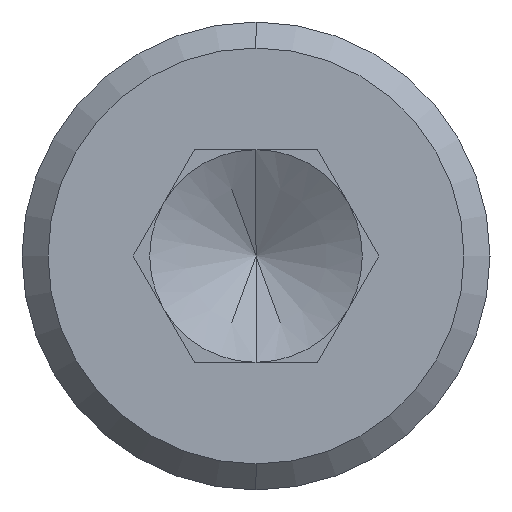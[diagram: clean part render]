
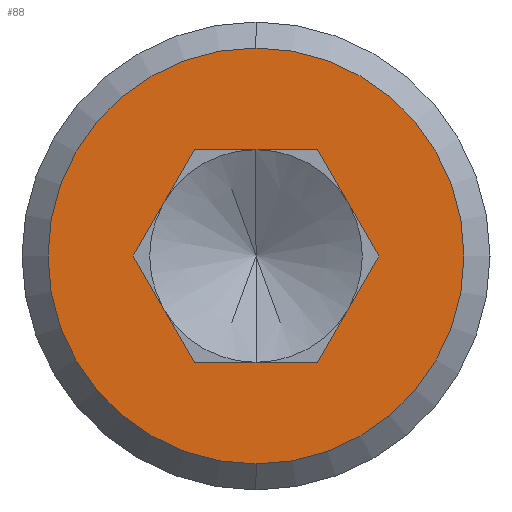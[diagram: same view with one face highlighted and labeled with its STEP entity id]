
A CAD part, left-side view. The second image highlights one B-rep face of the part: STEP entity #88.
In plain terms, the highlighted planar face has unit normal (-1, 0, 0).
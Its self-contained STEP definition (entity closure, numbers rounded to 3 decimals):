
#22 = CARTESIAN_POINT ( 'NONE',  ( 0., 1.181, 0. ) ) ;
#24 = LINE ( 'NONE', #191, #144 ) ;
#28 = DIRECTION ( 'NONE',  ( -1., 0., 0. ) ) ;
#34 = VECTOR ( 'NONE', #455, 1000. ) ;
#47 = VERTEX_POINT ( 'NONE', #22 ) ;
#48 = CARTESIAN_POINT ( 'NONE',  ( 0., 0.59, 1.022 ) ) ;
#62 = DIRECTION ( 'NONE',  ( 0., 0.5, -0.866 ) ) ;
#69 = VERTEX_POINT ( 'NONE', #327 ) ;
#77 = EDGE_CURVE ( 'NONE', #677, #639, #218, .T. ) ;
#83 = CARTESIAN_POINT ( 'NONE',  ( 0., -1.181, 0. ) ) ;
#88 = ADVANCED_FACE ( 'NONE', ( #494, #444 ), #390, .T. ) ;
#116 = DIRECTION ( 'NONE',  ( 0., 0., 1. ) ) ;
#120 = CARTESIAN_POINT ( 'NONE',  ( 0., 1.181, 0. ) ) ;
#125 = ORIENTED_EDGE ( 'NONE', *, *, #77, .F. ) ;
#129 = VERTEX_POINT ( 'NONE', #557 ) ;
#140 = CARTESIAN_POINT ( 'NONE',  ( 0., -0.59, 1.023 ) ) ;
#142 = ORIENTED_EDGE ( 'NONE', *, *, #318, .T. ) ;
#144 = VECTOR ( 'NONE', #469, 1000. ) ;
#151 = DIRECTION ( 'NONE',  ( 0., 0., 1. ) ) ;
#153 = AXIS2_PLACEMENT_3D ( 'NONE', #439, #727, #151 ) ;
#182 = ORIENTED_EDGE ( 'NONE', *, *, #577, .T. ) ;
#191 = CARTESIAN_POINT ( 'NONE',  ( 0., 0.59, -1.023 ) ) ;
#197 = DIRECTION ( 'NONE',  ( 0., 0., 1. ) ) ;
#208 = EDGE_LOOP ( 'NONE', ( #142, #693 ) ) ;
#218 = LINE ( 'NONE', #717, #497 ) ;
#223 = ORIENTED_EDGE ( 'NONE', *, *, #662, .F. ) ;
#225 = CARTESIAN_POINT ( 'NONE',  ( 0., -0.59, 1.023 ) ) ;
#242 = VERTEX_POINT ( 'NONE', #83 ) ;
#247 = VECTOR ( 'NONE', #62, 1000. ) ;
#269 = DIRECTION ( 'NONE',  ( 0., 1., 0. ) ) ;
#278 = LINE ( 'NONE', #225, #34 ) ;
#281 = CIRCLE ( 'NONE', #578, 2. ) ;
#284 = CARTESIAN_POINT ( 'NONE',  ( 0., 0., 2. ) ) ;
#314 = VERTEX_POINT ( 'NONE', #582 ) ;
#318 = EDGE_CURVE ( 'NONE', #314, #603, #281, .T. ) ;
#327 = CARTESIAN_POINT ( 'NONE',  ( 0., 0.59, -1.023 ) ) ;
#333 = ORIENTED_EDGE ( 'NONE', *, *, #624, .T. ) ;
#342 = DIRECTION ( 'NONE',  ( -1., 0., 0. ) ) ;
#358 = AXIS2_PLACEMENT_3D ( 'NONE', #572, #342, #116 ) ;
#360 = ORIENTED_EDGE ( 'NONE', *, *, #660, .T. ) ;
#390 = PLANE ( 'NONE',  #153 ) ;
#393 = LINE ( 'NONE', #447, #247 ) ;
#406 = DIRECTION ( 'NONE',  ( 0., -0.5, 0.866 ) ) ;
#416 = VECTOR ( 'NONE', #406, 1000. ) ;
#439 = CARTESIAN_POINT ( 'NONE',  ( 0., 0., 0. ) ) ;
#444 = FACE_OUTER_BOUND ( 'NONE', #208, .T. ) ;
#447 = CARTESIAN_POINT ( 'NONE',  ( 0., -1.181, 0. ) ) ;
#455 = DIRECTION ( 'NONE',  ( 0., -0.5, -0.866 ) ) ;
#469 = DIRECTION ( 'NONE',  ( 0., -1., 0. ) ) ;
#476 = CARTESIAN_POINT ( 'NONE',  ( 0., 0., 0. ) ) ;
#494 = FACE_BOUND ( 'NONE', #696, .T. ) ;
#497 = VECTOR ( 'NONE', #269, 1000. ) ;
#503 = LINE ( 'NONE', #120, #416 ) ;
#517 = LINE ( 'NONE', #673, #567 ) ;
#548 = ORIENTED_EDGE ( 'NONE', *, *, #691, .F. ) ;
#557 = CARTESIAN_POINT ( 'NONE',  ( 0., -0.59, -1.022 ) ) ;
#567 = VECTOR ( 'NONE', #621, 1000. ) ;
#572 = CARTESIAN_POINT ( 'NONE',  ( 0., 0., 0. ) ) ;
#577 = EDGE_CURVE ( 'NONE', #677, #242, #278, .T. ) ;
#578 = AXIS2_PLACEMENT_3D ( 'NONE', #476, #28, #197 ) ;
#582 = CARTESIAN_POINT ( 'NONE',  ( 0., 0., -2. ) ) ;
#603 = VERTEX_POINT ( 'NONE', #284 ) ;
#606 = CIRCLE ( 'NONE', #358, 2. ) ;
#621 = DIRECTION ( 'NONE',  ( 0., -0.5, -0.866 ) ) ;
#624 = EDGE_CURVE ( 'NONE', #47, #639, #503, .T. ) ;
#637 = EDGE_CURVE ( 'NONE', #603, #314, #606, .T. ) ;
#639 = VERTEX_POINT ( 'NONE', #48 ) ;
#660 = EDGE_CURVE ( 'NONE', #242, #129, #393, .T. ) ;
#662 = EDGE_CURVE ( 'NONE', #47, #69, #517, .T. ) ;
#673 = CARTESIAN_POINT ( 'NONE',  ( 0., 1.181, 0. ) ) ;
#677 = VERTEX_POINT ( 'NONE', #140 ) ;
#691 = EDGE_CURVE ( 'NONE', #69, #129, #24, .T. ) ;
#693 = ORIENTED_EDGE ( 'NONE', *, *, #637, .T. ) ;
#696 = EDGE_LOOP ( 'NONE', ( #333, #125, #182, #360, #548, #223 ) ) ;
#717 = CARTESIAN_POINT ( 'NONE',  ( 0., -0.59, 1.023 ) ) ;
#727 = DIRECTION ( 'NONE',  ( -1., 0., 0. ) ) ;
